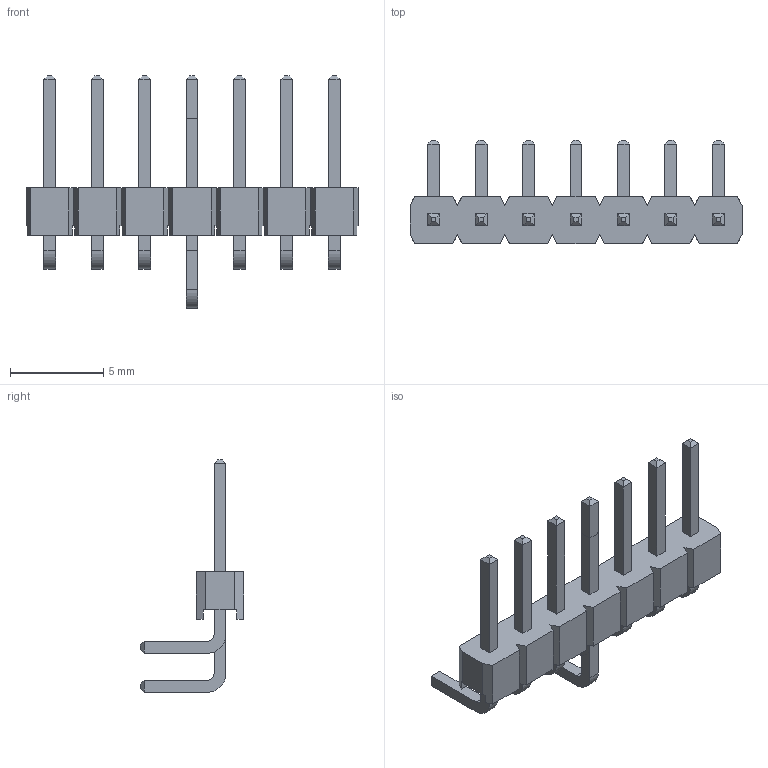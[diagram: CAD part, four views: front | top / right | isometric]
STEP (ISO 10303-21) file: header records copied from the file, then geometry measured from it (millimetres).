
FILE_DESCRIPTION( ( 'Unknown' ), '1' );
FILE_NAME( '61300711021.stp', 'Unknown', ( 'Unknown' ), ( 'Unknown' ), 'PSStep 14.0', 'Unknown', ' ' );
FILE_SCHEMA( ( 'AUTOMOTIVE_DESIGN { 1 0 10303 214 1 1 1 1 }' ) );
Length unit declared in the file: millimetre
Products named in the file (3): Assem1; 6130xx11021_PIN; 61300711021
Bounding box: 17.78 x 5.54 x 12.45 mm (x, y, z)
Volume: 222.2 mm3; surface area: 789.9 mm2
Topology: 10 solids, 10 shells, 348 faces, 920 edges, 592 vertices
Faces by surface type: plane 332, cylinder 16
Entity records: 4870 total; most frequent: CARTESIAN_POINT 693, ORIENTED_EDGE 680, DIRECTION 602, EDGE_CURVE 340, LINE 336, VECTOR 336, VERTEX_POINT 224, EDGE_LOOP 134
